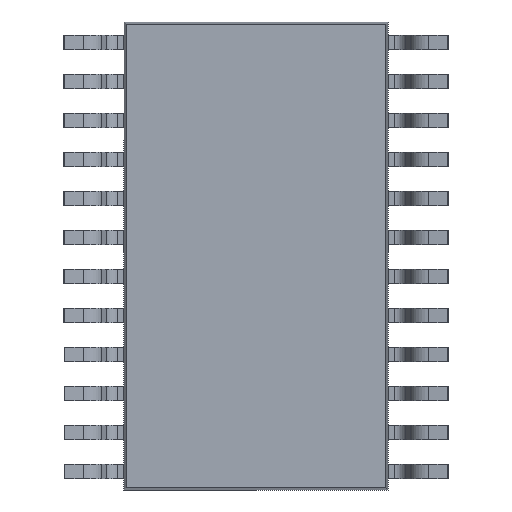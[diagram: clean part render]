
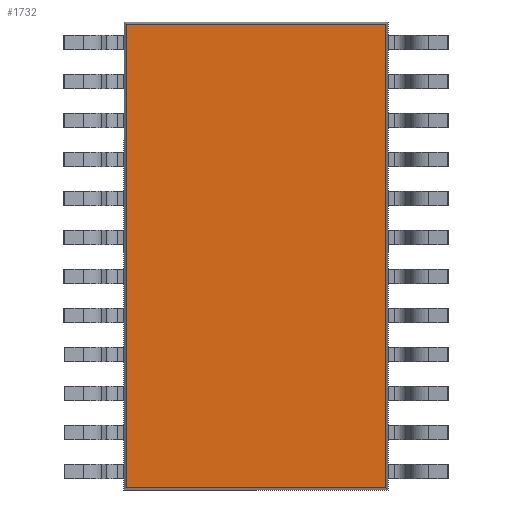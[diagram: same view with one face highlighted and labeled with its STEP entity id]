
A CAD part, front view. The second image highlights one B-rep face of the part: STEP entity #1732.
In plain terms, the highlighted planar face has unit normal (0, -1, 0).
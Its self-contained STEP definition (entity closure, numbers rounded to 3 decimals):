
#239 = CARTESIAN_POINT ( 'NONE',  ( 0., -0.525, 0. ) ) ;
#285 = VERTEX_POINT ( 'NONE', #7667 ) ;
#391 = AXIS2_PLACEMENT_3D ( 'NONE', #239, #7755, #10301 ) ;
#621 = CARTESIAN_POINT ( 'NONE',  ( 2.161, -0.525, -3.861 ) ) ;
#790 = CARTESIAN_POINT ( 'NONE',  ( 2.161, -0.525, 3.861 ) ) ;
#961 = EDGE_LOOP ( 'NONE', ( #7671, #4490, #2317, #3083 ) ) ;
#1732 = ADVANCED_FACE ( 'NONE', ( #6664 ), #3515, .T. ) ;
#1742 = LINE ( 'NONE', #10058, #8164 ) ;
#2240 = CARTESIAN_POINT ( 'NONE',  ( 2.2, -0.525, -3.861 ) ) ;
#2317 = ORIENTED_EDGE ( 'NONE', *, *, #8210, .F. ) ;
#2423 = DIRECTION ( 'NONE',  ( 0., 0., 1. ) ) ;
#2835 = VECTOR ( 'NONE', #3697, 1000. ) ;
#3083 = ORIENTED_EDGE ( 'NONE', *, *, #4485, .F. ) ;
#3312 = DIRECTION ( 'NONE',  ( 1., 0., 0. ) ) ;
#3515 = PLANE ( 'NONE',  #391 ) ;
#3697 = DIRECTION ( 'NONE',  ( 0., 0., -1. ) ) ;
#4132 = LINE ( 'NONE', #9680, #2835 ) ;
#4485 = EDGE_CURVE ( 'NONE', #10061, #8226, #4132, .T. ) ;
#4490 = ORIENTED_EDGE ( 'NONE', *, *, #8352, .F. ) ;
#4865 = CARTESIAN_POINT ( 'NONE',  ( -2.2, -0.525, 3.861 ) ) ;
#4931 = VECTOR ( 'NONE', #3312, 1000. ) ;
#5299 = VERTEX_POINT ( 'NONE', #10271 ) ;
#6664 = FACE_OUTER_BOUND ( 'NONE', #961, .T. ) ;
#7667 = CARTESIAN_POINT ( 'NONE',  ( -2.161, -0.525, -3.861 ) ) ;
#7671 = ORIENTED_EDGE ( 'NONE', *, *, #10392, .F. ) ;
#7755 = DIRECTION ( 'NONE',  ( 0., -1., 0. ) ) ;
#8164 = VECTOR ( 'NONE', #2423, 1000. ) ;
#8210 = EDGE_CURVE ( 'NONE', #8226, #285, #10388, .T. ) ;
#8226 = VERTEX_POINT ( 'NONE', #621 ) ;
#8352 = EDGE_CURVE ( 'NONE', #285, #5299, #1742, .T. ) ;
#8818 = VECTOR ( 'NONE', #9761, 1000. ) ;
#9680 = CARTESIAN_POINT ( 'NONE',  ( 2.161, -0.525, 3.9 ) ) ;
#9761 = DIRECTION ( 'NONE',  ( -1., 0., 0. ) ) ;
#10058 = CARTESIAN_POINT ( 'NONE',  ( -2.161, -0.525, -3.9 ) ) ;
#10061 = VERTEX_POINT ( 'NONE', #790 ) ;
#10082 = LINE ( 'NONE', #4865, #4931 ) ;
#10271 = CARTESIAN_POINT ( 'NONE',  ( -2.161, -0.525, 3.861 ) ) ;
#10301 = DIRECTION ( 'NONE',  ( 0., 0., 1. ) ) ;
#10388 = LINE ( 'NONE', #2240, #8818 ) ;
#10392 = EDGE_CURVE ( 'NONE', #5299, #10061, #10082, .T. ) ;
